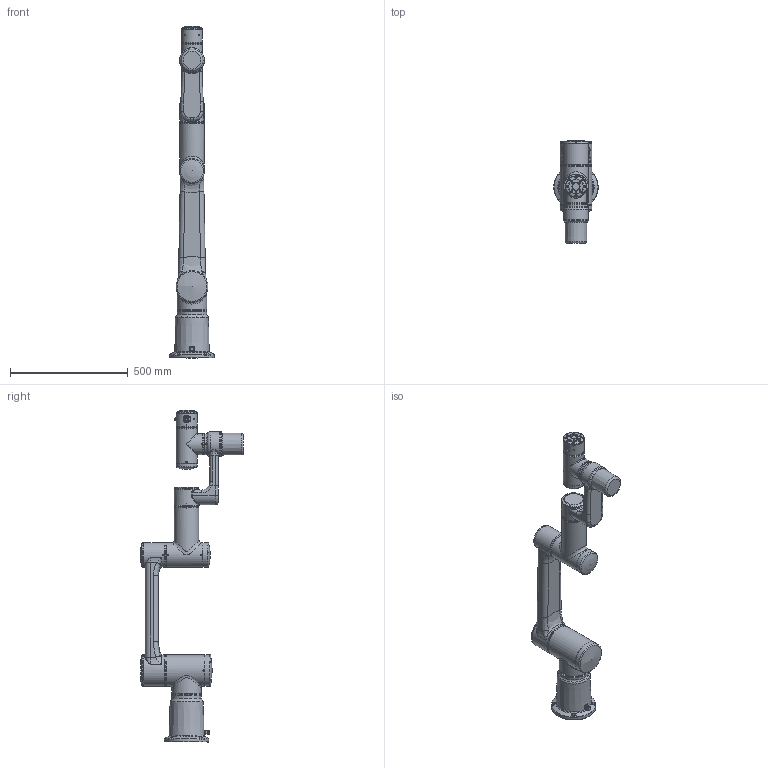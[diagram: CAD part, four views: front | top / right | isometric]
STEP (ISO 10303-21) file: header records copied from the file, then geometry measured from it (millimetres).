
FILE_DESCRIPTION(/* description */ ('STEP AP242 Edition 2','CAx-IF Rec.Pracs.---Representation and Presentation of Product Manufacturing Information (PMI)---4.0---2014-10-13','CAx-IF Rec.Pracs.---3D Tessellated Geometry---0.4---2014-09-14','2;1','CAx-IF Rec.Pracs.---User Defined Attributes---1.5---2016-08-15'),/* implementation_level */ '2;1');
FILE_NAME(/* name */ '6926dc159cb2c51c871e31ac',/* time_stamp */ '2025-11-26T10:53:10Z',/* author */ (''),/* organization */ (''),/* preprocessor_version */ 'ST-DEVELOPER v20',/* originating_system */ 'ONSHAPE BY PTC INC, 1.207',/* authorisation */ ' ');
FILE_SCHEMA (('AP242_MANAGED_MODEL_BASED_3D_ENGINEERING_MIM_LF { 1 0 10303 442 3 1 4 }'));
Length unit declared in the file: metre
Products named in the file (8): YaRo_1105_reduced_step; Link_1; Link_5; Link_4; Link_2; Link_3; Link_6; Link_0
Assembly tree (7 placements, depth 2):
  YaRo_1105_reduced_step
    Link_1
    Link_5
    Link_4
    Link_2
    Link_3
    Link_6
    Link_0
Bounding box: 188 x 435.5 x 1408.5 mm (x, y, z)
Volume: 18818965.1 mm3; surface area: 893564.7 mm2
Topology: 7 solids, 7 shells, 1186 faces, 2889 edges, 1745 vertices
Faces by surface type: cylinder 372, plane 307, cone 199, bspline 158, torus 139, sphere 11
Full cylindrical faces by diameter (mm): 0.217 x1, 0.6 x8, 0.65 x7, 0.7 x8, 2.05 x4, 2.45 x4, 2.5 x4, 3.2 x9, 3.3 x8, 4.2 x4, 4.5 x8, 5 x4, 6 x3, 6.5 x1, 6.9 x1, 7.1 x1, 7.25 x1, 7.4 x1, 8 x8, 8.1 x2, 8.4 x4, 10.4 x1, 14.8 x1, 14.85 x1, 17.5 x1, 18 x1, 31.5 x1, 63 x1, 79 x2, 88 x1
Entity records: 39352 total; most frequent: CARTESIAN_POINT 15312, DIRECTION 4815, ORIENTED_EDGE 4552, EDGE_CURVE 2276, AXIS2_PLACEMENT_3D 2085, FACE_BOUND 1625, EDGE_LOOP 1594, VERTEX_POINT 1539
